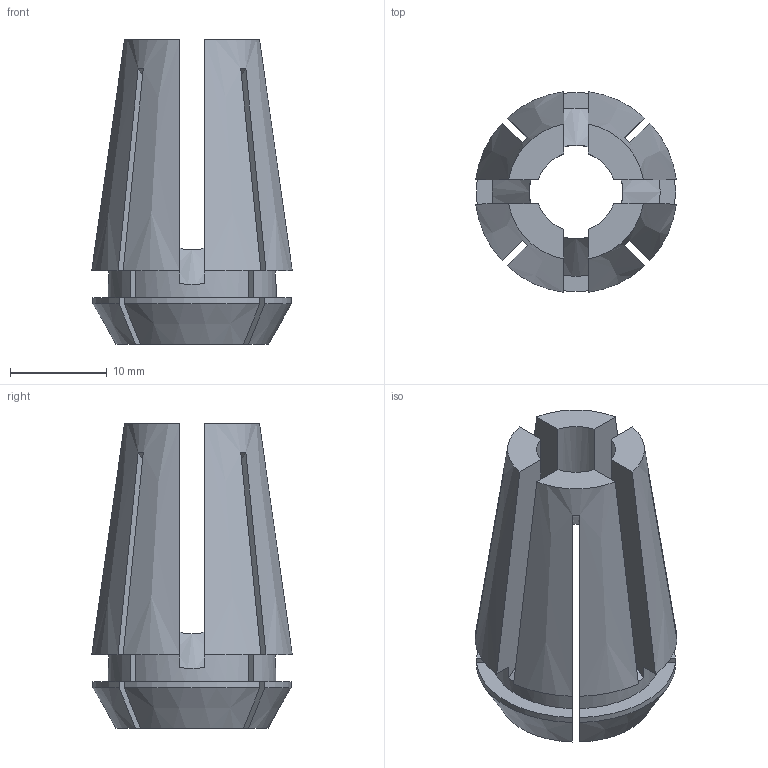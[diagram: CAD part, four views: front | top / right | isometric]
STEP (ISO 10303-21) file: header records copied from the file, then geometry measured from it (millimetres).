
FILE_DESCRIPTION (( 'STEP AP203' ), '1' );
FILE_NAME ('STP-5250-116-020-09-0(05410-381).STEP', '2022-08-22T05:26:18', ( '' ), ( '' ), 'SwSTEP 2.0', 'SolidWorks 2017', '' );
FILE_SCHEMA (( 'CONFIG_CONTROL_DESIGN' ));
Length unit declared in the file: millimetre
Products named in the file (1): STP-5250-116-020-09-0(05410-381)
Bounding box: 20.75 x 20.75 x 31.5 mm (x, y, z)
Volume: 4309.4 mm3; surface area: 4268.5 mm2
Topology: 1 solids, 1 shells, 96 faces, 287 edges, 191 vertices
Faces by surface type: plane 52, cylinder 35, cone 9
Entity records: 3439 total; most frequent: CARTESIAN_POINT 757, ORIENTED_EDGE 574, DIRECTION 536, EDGE_CURVE 287, AXIS2_PLACEMENT_3D 194, VERTEX_POINT 191, LINE 148, VECTOR 148
